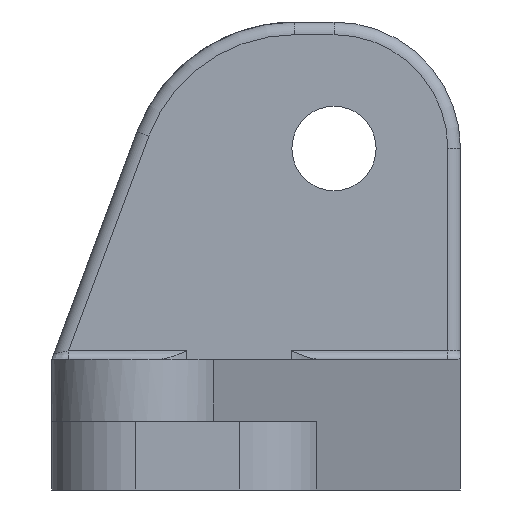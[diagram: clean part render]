
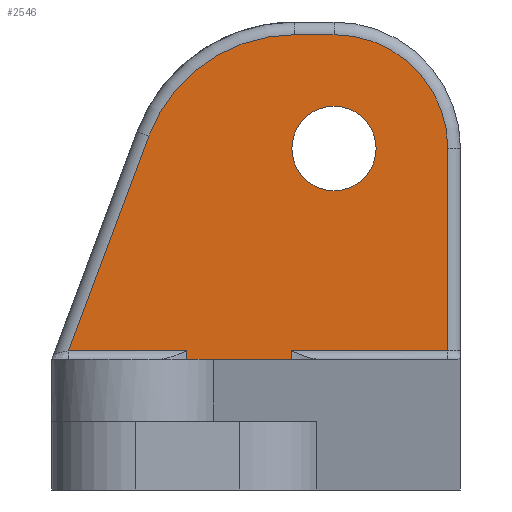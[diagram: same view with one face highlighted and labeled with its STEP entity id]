
A CAD part, left-side view. The second image highlights one B-rep face of the part: STEP entity #2546.
In plain terms, the highlighted planar face has unit normal (-1, 0, 0).
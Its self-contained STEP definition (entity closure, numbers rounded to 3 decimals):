
#53 = AXIS2_PLACEMENT_3D ( 'NONE', #1657, #2704, #331 ) ;
#68 = EDGE_CURVE ( 'NONE', #1900, #586, #3022, .T. ) ;
#87 = ORIENTED_EDGE ( 'NONE', *, *, #1404, .T. ) ;
#103 = DIRECTION ( 'NONE',  ( 0., 1., 0. ) ) ;
#133 = LINE ( 'NONE', #719, #2144 ) ;
#137 = CARTESIAN_POINT ( 'NONE',  ( 73., -28.407, 0. ) ) ;
#192 = CARTESIAN_POINT ( 'NONE',  ( 73., -33.5, 45.5 ) ) ;
#215 = DIRECTION ( 'NONE',  ( 0., 0., 1. ) ) ;
#299 = LINE ( 'NONE', #1681, #371 ) ;
#303 = VERTEX_POINT ( 'NONE', #2265 ) ;
#322 = AXIS2_PLACEMENT_3D ( 'NONE', #1610, #2935, #2402 ) ;
#331 = DIRECTION ( 'NONE',  ( 0., 0., -1. ) ) ;
#338 = ORIENTED_EDGE ( 'NONE', *, *, #901, .F. ) ;
#354 = ORIENTED_EDGE ( 'NONE', *, *, #68, .T. ) ;
#371 = VECTOR ( 'NONE', #103, 1000. ) ;
#444 = EDGE_CURVE ( 'NONE', #3048, #1921, #1051, .T. ) ;
#494 = CIRCLE ( 'NONE', #948, 5. ) ;
#535 = CARTESIAN_POINT ( 'NONE',  ( 73., -68.455, 15.5 ) ) ;
#537 = LINE ( 'NONE', #1327, #664 ) ;
#583 = CARTESIAN_POINT ( 'NONE',  ( 73., -28.407, 15.5 ) ) ;
#586 = VERTEX_POINT ( 'NONE', #2468 ) ;
#618 = EDGE_CURVE ( 'NONE', #2011, #303, #133, .T. ) ;
#658 = CARTESIAN_POINT ( 'NONE',  ( 73., -68.455, 16.5 ) ) ;
#664 = VECTOR ( 'NONE', #2912, 1000. ) ;
#719 = CARTESIAN_POINT ( 'NONE',  ( 73., -68.455, 16.5 ) ) ;
#743 = VERTEX_POINT ( 'NONE', #2087 ) ;
#796 = DIRECTION ( 'NONE',  ( -1., 0., 0. ) ) ;
#853 = CARTESIAN_POINT ( 'NONE',  ( 73., -47., 40.5 ) ) ;
#869 = CARTESIAN_POINT ( 'NONE',  ( 73., -33.5, 35.5 ) ) ;
#901 = EDGE_CURVE ( 'NONE', #2828, #3180, #2423, .T. ) ;
#905 = DIRECTION ( 'NONE',  ( -1., 0., 0. ) ) ;
#946 = DIRECTION ( 'NONE',  ( 0., -1., 0. ) ) ;
#948 = AXIS2_PLACEMENT_3D ( 'NONE', #2964, #905, #2436 ) ;
#999 = CARTESIAN_POINT ( 'NONE',  ( 73., -47., 15.5 ) ) ;
#1002 = VECTOR ( 'NONE', #2205, 1000. ) ;
#1051 = LINE ( 'NONE', #2107, #2207 ) ;
#1090 = EDGE_CURVE ( 'NONE', #1491, #743, #299, .T. ) ;
#1092 = DIRECTION ( 'NONE',  ( 0., 0., -1. ) ) ;
#1101 = ORIENTED_EDGE ( 'NONE', *, *, #2102, .T. ) ;
#1115 = CARTESIAN_POINT ( 'NONE',  ( 73., -33.5, 40.5 ) ) ;
#1146 = CARTESIAN_POINT ( 'NONE',  ( 73., -16.045, 0. ) ) ;
#1168 = AXIS2_PLACEMENT_3D ( 'NONE', #1115, #796, #1092 ) ;
#1201 = LINE ( 'NONE', #1146, #3038 ) ;
#1219 = CARTESIAN_POINT ( 'NONE',  ( 73., -11.546, 41.979 ) ) ;
#1293 = CARTESIAN_POINT ( 'NONE',  ( 73., -33.5, 54. ) ) ;
#1327 = CARTESIAN_POINT ( 'NONE',  ( 73., -1.45, 14.975 ) ) ;
#1381 = CIRCLE ( 'NONE', #53, 18.5 ) ;
#1404 = EDGE_CURVE ( 'NONE', #3257, #1900, #537, .T. ) ;
#1491 = VERTEX_POINT ( 'NONE', #137 ) ;
#1551 = EDGE_CURVE ( 'NONE', #1921, #3257, #1381, .T. ) ;
#1558 = VECTOR ( 'NONE', #215, 1000. ) ;
#1574 = ORIENTED_EDGE ( 'NONE', *, *, #1090, .F. ) ;
#1594 = EDGE_CURVE ( 'NONE', #303, #1911, #2588, .T. ) ;
#1607 = DIRECTION ( 'NONE',  ( 0., 0., -1. ) ) ;
#1610 = CARTESIAN_POINT ( 'NONE',  ( 73., -33.5, 40.5 ) ) ;
#1657 = CARTESIAN_POINT ( 'NONE',  ( 73., -28.874, 35.5 ) ) ;
#1681 = CARTESIAN_POINT ( 'NONE',  ( 73., 0., 0. ) ) ;
#1900 = VERTEX_POINT ( 'NONE', #2719 ) ;
#1902 = FACE_OUTER_BOUND ( 'NONE', #3332, .T. ) ;
#1911 = VERTEX_POINT ( 'NONE', #853 ) ;
#1921 = VERTEX_POINT ( 'NONE', #1966 ) ;
#1950 = EDGE_CURVE ( 'NONE', #1491, #2011, #2426, .T. ) ;
#1966 = CARTESIAN_POINT ( 'NONE',  ( 73., -28.874, 54. ) ) ;
#1984 = ORIENTED_EDGE ( 'NONE', *, *, #2293, .F. ) ;
#2011 = VERTEX_POINT ( 'NONE', #3060 ) ;
#2087 = CARTESIAN_POINT ( 'NONE',  ( 73., -16.045, 0. ) ) ;
#2094 = VECTOR ( 'NONE', #2275, 1000. ) ;
#2102 = EDGE_CURVE ( 'NONE', #1911, #3048, #3318, .T. ) ;
#2107 = CARTESIAN_POINT ( 'NONE',  ( 73., -28.874, 54. ) ) ;
#2144 = VECTOR ( 'NONE', #946, 1000. ) ;
#2205 = DIRECTION ( 'NONE',  ( 0., 0., 1. ) ) ;
#2207 = VECTOR ( 'NONE', #2908, 1000. ) ;
#2222 = AXIS2_PLACEMENT_3D ( 'NONE', #535, #2400, #1607 ) ;
#2250 = EDGE_CURVE ( 'NONE', #586, #743, #1201, .T. ) ;
#2265 = CARTESIAN_POINT ( 'NONE',  ( 73., -47., 16.5 ) ) ;
#2275 = DIRECTION ( 'NONE',  ( 0., -1., 0. ) ) ;
#2293 = EDGE_CURVE ( 'NONE', #3180, #2828, #494, .T. ) ;
#2399 = ORIENTED_EDGE ( 'NONE', *, *, #1594, .T. ) ;
#2400 = DIRECTION ( 'NONE',  ( 1., 0., 0. ) ) ;
#2402 = DIRECTION ( 'NONE',  ( 0., 0., -1. ) ) ;
#2411 = ORIENTED_EDGE ( 'NONE', *, *, #1551, .T. ) ;
#2423 = CIRCLE ( 'NONE', #1168, 5. ) ;
#2426 = LINE ( 'NONE', #583, #1002 ) ;
#2436 = DIRECTION ( 'NONE',  ( 0., 0., -1. ) ) ;
#2449 = ORIENTED_EDGE ( 'NONE', *, *, #2250, .T. ) ;
#2468 = CARTESIAN_POINT ( 'NONE',  ( 73., -16.045, 16.5 ) ) ;
#2546 = ADVANCED_FACE ( 'NONE', ( #2612, #1902 ), #3412, .F. ) ;
#2588 = LINE ( 'NONE', #999, #1558 ) ;
#2612 = FACE_BOUND ( 'NONE', #2649, .T. ) ;
#2649 = EDGE_LOOP ( 'NONE', ( #1984, #338 ) ) ;
#2704 = DIRECTION ( 'NONE',  ( -1., 0., 0. ) ) ;
#2719 = CARTESIAN_POINT ( 'NONE',  ( 73., -2.02, 16.5 ) ) ;
#2828 = VERTEX_POINT ( 'NONE', #192 ) ;
#2852 = ORIENTED_EDGE ( 'NONE', *, *, #1950, .T. ) ;
#2908 = DIRECTION ( 'NONE',  ( 0., 1., 0. ) ) ;
#2912 = DIRECTION ( 'NONE',  ( 0., 0.35, -0.937 ) ) ;
#2935 = DIRECTION ( 'NONE',  ( -1., 0., 0. ) ) ;
#2944 = ORIENTED_EDGE ( 'NONE', *, *, #444, .T. ) ;
#2964 = CARTESIAN_POINT ( 'NONE',  ( 73., -33.5, 40.5 ) ) ;
#2987 = DIRECTION ( 'NONE',  ( 0., 0., -1. ) ) ;
#3022 = LINE ( 'NONE', #658, #2094 ) ;
#3038 = VECTOR ( 'NONE', #2987, 1000. ) ;
#3048 = VERTEX_POINT ( 'NONE', #1293 ) ;
#3060 = CARTESIAN_POINT ( 'NONE',  ( 73., -28.407, 16.5 ) ) ;
#3180 = VERTEX_POINT ( 'NONE', #869 ) ;
#3257 = VERTEX_POINT ( 'NONE', #1219 ) ;
#3271 = ORIENTED_EDGE ( 'NONE', *, *, #618, .T. ) ;
#3318 = CIRCLE ( 'NONE', #322, 13.5 ) ;
#3332 = EDGE_LOOP ( 'NONE', ( #2852, #3271, #2399, #1101, #2944, #2411, #87, #354, #2449, #1574 ) ) ;
#3412 = PLANE ( 'NONE',  #2222 ) ;
